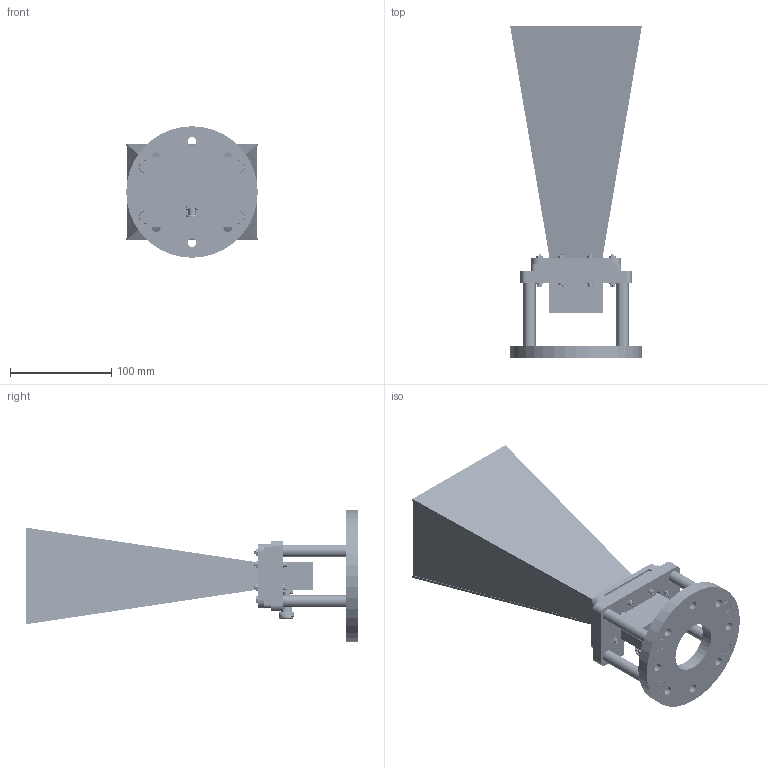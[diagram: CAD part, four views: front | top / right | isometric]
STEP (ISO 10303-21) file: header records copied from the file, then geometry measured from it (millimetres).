
FILE_DESCRIPTION (( 'STEP AP214' ), '1' );
FILE_NAME ('FM1WAN187-15NF_3D.step', '2024-05-06T22:31:20', ( '' ), ( '' ), 'SwSTEP 2.0', 'SolidWorks 2022', '' );
FILE_SCHEMA (( 'AUTOMOTIVE_DESIGN' ));
Length unit declared in the file: inch
Products named in the file (13): Screw 4-40SH x 9_16_2; FM1WAN187-15NF_3D; PE9840; Copy of FMWAN187-MNT_STDF RND M4 FEM, 8OD X 64LG^FMWAN187-MNT; FMWAN187-MNT; Screw 4-40SH x 9_16_4; Copy of FMWAN187-MNT_LWR PLT^FMWAN187-MNT; Copy of FMWAN187-MNT_UPR PLT^FMWAN187-MNT; No.4 Flat Washer_1_91166A230; 4-40 Nut_1_94150A335; PE9839_N; FM9861B-15-CPRG
Assembly tree (35 placements, depth 3):
  FM1WAN187-15NF_3D
    FMWAN187-MNT
      Copy of FMWAN187-MNT_UPR PLT^FMWAN187-MNT
      Copy of FMWAN187-MNT_STDF RND M4 FEM, 8OD X 64LG^FMWAN187-MNT  x4
      Copy of FMWAN187-MNT_LWR PLT^FMWAN187-MNT
    PE9840
      PE9840
      PE9839_N
    FM9861B-15-CPRG
    4-40 Nut_1_94150A335  x8
    No.4 Flat Washer_1_91166A230  x8
    Screw 4-40SH x 9_16_4  x6
    Screw 4-40SH x 9_16_2  x2
Bounding box: 130.2 x 328.06 x 130 mm (x, y, z)
Volume: 451392.7 mm3; surface area: 253961.3 mm2
Topology: 37 solids, 37 shells, 4744 faces, 13430 edges, 8780 vertices
Faces by surface type: plane 1546, cylinder 1544, cone 915, torus 688, bspline 51
Entity records: 65093 total; most frequent: CARTESIAN_POINT 31040, ORIENTED_EDGE 7776, DIRECTION 6042, EDGE_CURVE 3888, VERTEX_POINT 2538, AXIS2_PLACEMENT_3D 2334, EDGE_LOOP 1510, ADVANCED_FACE 1402
